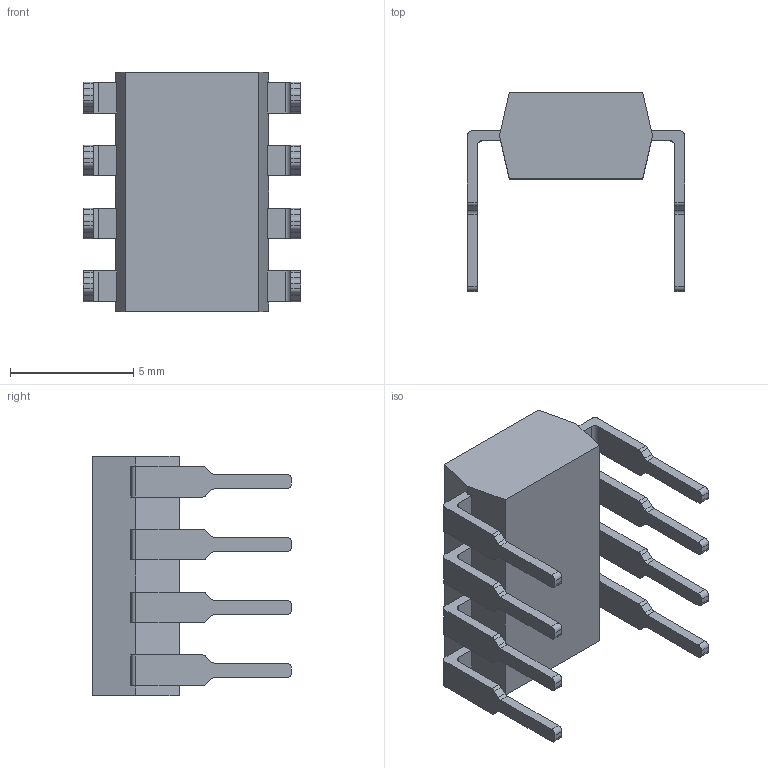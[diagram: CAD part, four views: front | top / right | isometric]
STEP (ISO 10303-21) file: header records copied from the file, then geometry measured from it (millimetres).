
FILE_DESCRIPTION(/* description */ ('OPTOACOPLADOR CNY74-2'),/* implementation_level */ '2;1');
FILE_NAME(/* name */ 'TL072.stp',/* time_stamp */ '2021-02-17T09:51:11-03:00',/* author */ ('laguerre'),/* organization */ (''),/* preprocessor_version */ 'ST-DEVELOPER v17',/* originating_system */ 'Autodesk Inventor 2018',/* authorisation */ '');
FILE_SCHEMA (('AUTOMOTIVE_DESIGN { 1 0 10303 214 3 1 1 }'));
Length unit declared in the file: millimetre
Products named in the file (1): TL072
Bounding box: 8.8 x 8.05 x 9.7 mm (x, y, z)
Volume: 219.4 mm3; surface area: 373.1 mm2
Topology: 1 solids, 1 shells, 220 faces, 636 edges, 424 vertices
Faces by surface type: plane 132, cylinder 65, bspline 23
Full cylindrical faces by diameter (mm): 1.5 x1
Entity records: 7685 total; most frequent: CARTESIAN_POINT 1649, ORIENTED_EDGE 1272, DIRECTION 1122, EDGE_CURVE 636, LINE 454, VECTOR 454, VERTEX_POINT 424, AXIS2_PLACEMENT_3D 334
